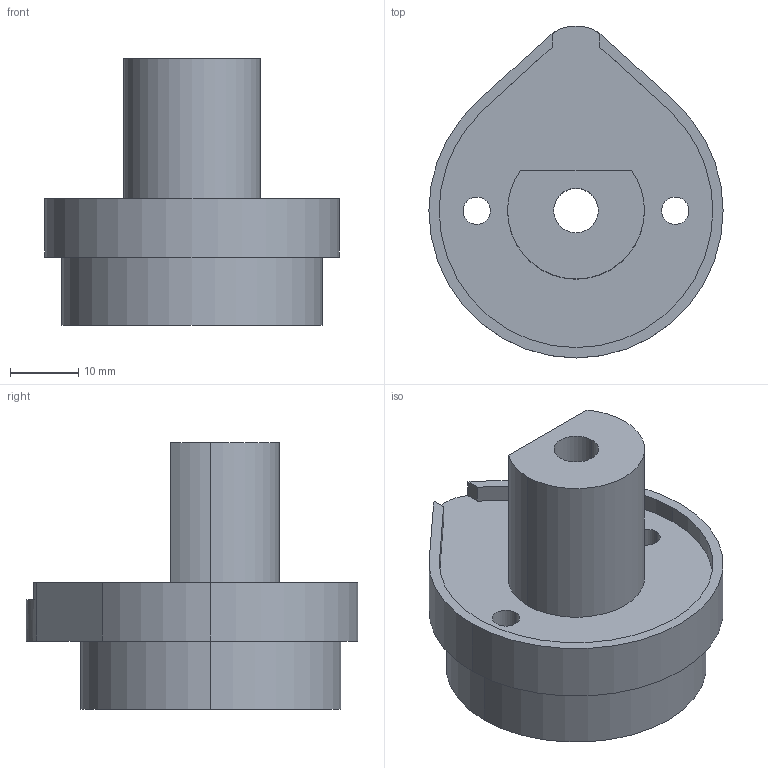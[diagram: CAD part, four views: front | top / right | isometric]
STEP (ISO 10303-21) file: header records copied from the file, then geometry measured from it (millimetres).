
FILE_DESCRIPTION (( 'STEP AP214' ), '1' );
FILE_NAME ('axe porte douche du bas .STEP', '2021-02-18T01:16:59', ( '' ), ( '' ), 'SwSTEP 2.0', 'SolidWorks 2018', '' );
FILE_SCHEMA (( 'AUTOMOTIVE_DESIGN' ));
Length unit declared in the file: millimetre
Products named in the file (1): axe porte douche du bas 
Bounding box: 43 x 48.5 x 39 mm (x, y, z)
Volume: 16137.4 mm3; surface area: 8916.5 mm2
Topology: 1 solids, 1 shells, 39 faces, 102 edges, 68 vertices
Faces by surface type: cylinder 24, plane 15
Entity records: 1276 total; most frequent: DIRECTION 236, CARTESIAN_POINT 210, ORIENTED_EDGE 204, EDGE_CURVE 102, AXIS2_PLACEMENT_3D 94, VERTEX_POINT 68, CIRCLE 54, VECTOR 48
